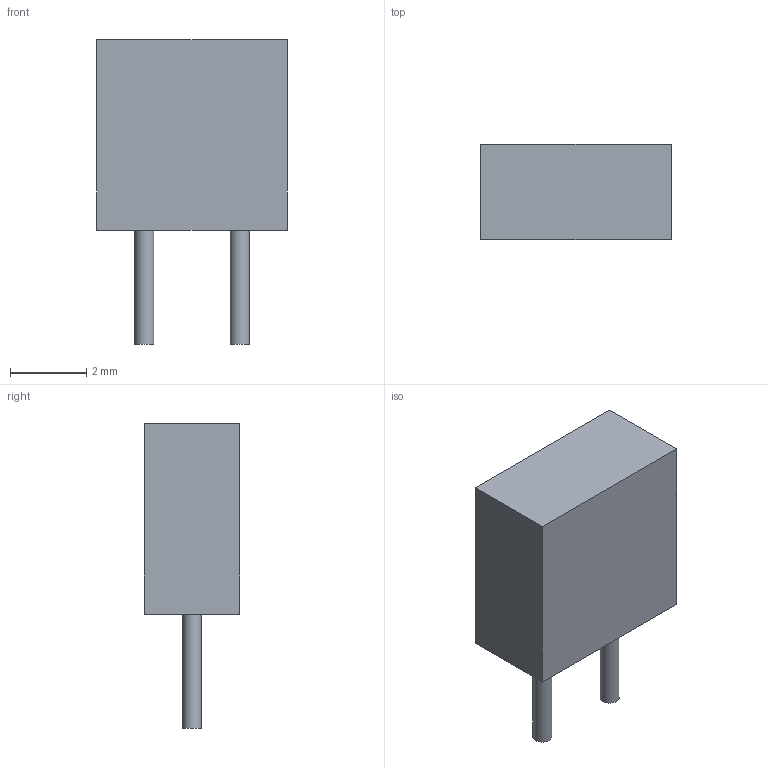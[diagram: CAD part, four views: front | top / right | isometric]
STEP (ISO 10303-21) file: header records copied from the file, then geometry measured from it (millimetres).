
FILE_DESCRIPTION(('FreeCAD Model'),'2;1');
FILE_NAME('C025_025X050.stp','2020-11-14T18:21:49',('Author'),(''), 'Open CASCADE STEP processor 7.3','FreeCAD','Unknown');
FILE_SCHEMA(('CONFIG_CONTROL_DESIGN','SHAPE_APPEARANCE_LAYER_MIM'));
Length unit declared in the file: millimetre
Products named in the file (4): Unnamed; Body; Array; Body001
Assembly tree (4 placements, depth 3):
  Unnamed
    Body
    Array
      Body001  x2
Bounding box: 5 x 2.5 x 8 mm (x, y, z)
Volume: 63.7 mm3; surface area: 110.2 mm2
Topology: 3 solids, 3 shells, 12 faces, 18 edges, 12 vertices
Faces by surface type: plane 10, cylinder 2
Full cylindrical faces by diameter (mm): 0.5 x2
Entity records: 582 total; most frequent: DIRECTION 75, CARTESIAN_POINT 69, LINE 41, VECTOR 41, ORIENTED_EDGE 30, PCURVE 30, DEFINITIONAL_REPRESENTATION 30, CC_DESIGN_PERSON_AND_ORGANIZATION_ASSIGNMENT 20
